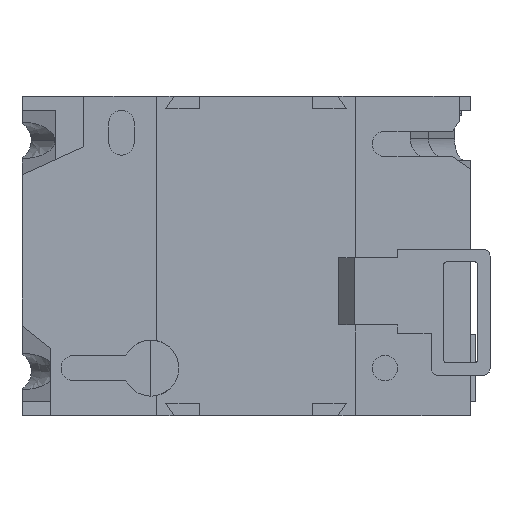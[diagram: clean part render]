
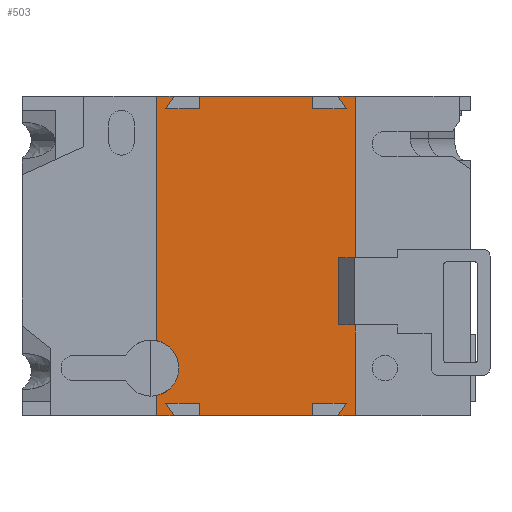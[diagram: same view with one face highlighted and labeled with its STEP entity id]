
A CAD part, front view. The second image highlights one B-rep face of the part: STEP entity #503.
In plain terms, the highlighted planar face has unit normal (0, -1, 0).
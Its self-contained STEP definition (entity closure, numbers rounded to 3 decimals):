
#503=ADVANCED_FACE('',(#14656),#14658,.F.);
#14656=FACE_BOUND('',#14657,.T.);
#14657=EDGE_LOOP('',(#31934,#31935,#31936,#31937,#31938,#31939,#31940,#31941,#31942,
#31943,#31944,#31945,#31946,#31947,#31948,#31949,#31950,#31951,#31952,#31953,#31954,
#31955));
#14658=PLANE('',#14659);
#14659=AXIS2_PLACEMENT_3D('',#14660,#14661,#14662);
#14660=CARTESIAN_POINT('',(-17.75,5.5,28.5));
#14661=DIRECTION('',(0.,1.,0.));
#14662=DIRECTION('',(0.,0.,1.));
#31934=ORIENTED_EDGE('',*,*,#40806,.T.);
#31935=ORIENTED_EDGE('',*,*,#40807,.F.);
#31936=ORIENTED_EDGE('',*,*,#40808,.F.);
#31937=ORIENTED_EDGE('',*,*,#40809,.F.);
#31938=ORIENTED_EDGE('',*,*,#40810,.T.);
#31939=ORIENTED_EDGE('',*,*,#40811,.F.);
#31940=ORIENTED_EDGE('',*,*,#40812,.F.);
#31941=ORIENTED_EDGE('',*,*,#40813,.F.);
#31942=ORIENTED_EDGE('',*,*,#40814,.T.);
#31943=ORIENTED_EDGE('',*,*,#40815,.F.);
#31944=ORIENTED_EDGE('',*,*,#40560,.F.);
#31945=ORIENTED_EDGE('',*,*,#40816,.F.);
#31946=ORIENTED_EDGE('',*,*,#40817,.F.);
#31947=ORIENTED_EDGE('',*,*,#40818,.F.);
#31948=ORIENTED_EDGE('',*,*,#40556,.F.);
#31949=ORIENTED_EDGE('',*,*,#40819,.F.);
#31950=ORIENTED_EDGE('',*,*,#40820,.F.);
#31951=ORIENTED_EDGE('',*,*,#40821,.F.);
#31952=ORIENTED_EDGE('',*,*,#40552,.F.);
#31953=ORIENTED_EDGE('',*,*,#40805,.T.);
#31954=ORIENTED_EDGE('',*,*,#40822,.T.);
#31955=ORIENTED_EDGE('',*,*,#40823,.T.);
#40552=EDGE_CURVE('',#45037,#45039,#45040,.T.);
#40556=EDGE_CURVE('',#45045,#45047,#45048,.T.);
#40560=EDGE_CURVE('',#45053,#45055,#45056,.T.);
#40805=EDGE_CURVE('',#45037,#45499,#45501,.T.);
#40806=EDGE_CURVE('',#45502,#45503,#45504,.T.);
#40807=EDGE_CURVE('',#45505,#45503,#45506,.T.);
#40808=EDGE_CURVE('',#45507,#45505,#45508,.T.);
#40809=EDGE_CURVE('',#45509,#45507,#45510,.T.);
#40810=EDGE_CURVE('',#45509,#45511,#45512,.T.);
#40811=EDGE_CURVE('',#45513,#45511,#45514,.T.);
#40812=EDGE_CURVE('',#45515,#45513,#45516,.T.);
#40813=EDGE_CURVE('',#45517,#45515,#45518,.T.);
#40814=EDGE_CURVE('',#45517,#45519,#45520,.T.);
#40815=EDGE_CURVE('',#45055,#45519,#45521,.T.);
#40816=EDGE_CURVE('',#45522,#45053,#45523,.T.);
#40817=EDGE_CURVE('',#45524,#45522,#45525,.T.);
#40818=EDGE_CURVE('',#45047,#45524,#45526,.T.);
#40819=EDGE_CURVE('',#45527,#45045,#45528,.T.);
#40820=EDGE_CURVE('',#45529,#45527,#45530,.T.);
#40821=EDGE_CURVE('',#45039,#45529,#45531,.T.);
#40822=EDGE_CURVE('',#45499,#45532,#45533,.T.);
#40823=EDGE_CURVE('',#45532,#45502,#45534,.T.);
#45037=VERTEX_POINT('',#53771);
#45039=VERTEX_POINT('',#53775);
#45040=LINE('',#53776,#53777);
#45045=VERTEX_POINT('',#53787);
#45047=VERTEX_POINT('',#53791);
#45048=LINE('',#53792,#53793);
#45053=VERTEX_POINT('',#53803);
#45055=VERTEX_POINT('',#53807);
#45056=LINE('',#53808,#53809);
#45499=VERTEX_POINT('',#55292);
#45501=LINE('',#55296,#55297);
#45502=VERTEX_POINT('',#55299);
#45503=VERTEX_POINT('',#55300);
#45504=LINE('',#55301,#55302);
#45505=VERTEX_POINT('',#55304);
#45506=LINE('',#55305,#55306);
#45507=VERTEX_POINT('',#55308);
#45508=LINE('',#55309,#55310);
#45509=VERTEX_POINT('',#55312);
#45510=LINE('',#55313,#55314);
#45511=VERTEX_POINT('',#55316);
#45512=LINE('',#55317,#55318);
#45513=VERTEX_POINT('',#55320);
#45514=LINE('',#55321,#55322);
#45515=VERTEX_POINT('',#55324);
#45516=LINE('',#55325,#55326);
#45517=VERTEX_POINT('',#55328);
#45518=LINE('',#55329,#55330);
#45519=VERTEX_POINT('',#55332);
#45520=LINE('',#55333,#55334);
#45521=LINE('',#55336,#55337);
#45522=VERTEX_POINT('',#55339);
#45523=LINE('',#55340,#55341);
#45524=VERTEX_POINT('',#55343);
#45525=LINE('',#55344,#55345);
#45526=LINE('',#55347,#55348);
#45527=VERTEX_POINT('',#55350);
#45528=LINE('',#55351,#55352);
#45529=VERTEX_POINT('',#55354);
#45530=LINE('',#55355,#55356);
#45531=LINE('',#55358,#55359);
#45532=VERTEX_POINT('',#55361);
#45533=CIRCLE('',#55362,5.);
#45534=LINE('',#55366,#55367);
#53771=CARTESIAN_POINT('',(-17.75,5.5,28.5));
#53775=CARTESIAN_POINT('',(-14.6,5.5,28.5));
#53776=CARTESIAN_POINT('',(-17.75,5.5,28.5));
#53777=VECTOR('',#53778,1.);
#53778=DIRECTION('',(1.,0.,0.));
#53787=CARTESIAN_POINT('',(-10.1,5.5,28.5));
#53791=CARTESIAN_POINT('',(10.1,5.5,28.5));
#53792=CARTESIAN_POINT('',(-10.1,5.5,28.5));
#53793=VECTOR('',#53794,1.);
#53794=DIRECTION('',(1.,0.,0.));
#53803=CARTESIAN_POINT('',(14.6,5.5,28.5));
#53807=CARTESIAN_POINT('',(17.75,5.5,28.5));
#53808=CARTESIAN_POINT('',(14.6,5.5,28.5));
#53809=VECTOR('',#53810,1.);
#53810=DIRECTION('',(1.,0.,0.));
#55292=CARTESIAN_POINT('',(-17.75,5.5,-15.101));
#55296=CARTESIAN_POINT('',(-17.75,5.5,28.5));
#55297=VECTOR('',#55298,1.);
#55298=DIRECTION('',(0.,0.,-1.));
#55299=CARTESIAN_POINT('',(-17.75,5.5,-28.5));
#55300=CARTESIAN_POINT('',(-14.6,5.5,-28.5));
#55301=CARTESIAN_POINT('',(-17.75,5.5,-28.5));
#55302=VECTOR('',#55303,1.);
#55303=DIRECTION('',(1.,0.,0.));
#55304=CARTESIAN_POINT('',(-16.1,5.5,-26.25));
#55305=CARTESIAN_POINT('',(-16.1,5.5,-26.25));
#55306=VECTOR('',#55307,1.);
#55307=DIRECTION('',(0.555,0.,-0.832));
#55308=CARTESIAN_POINT('',(-10.1,5.5,-26.25));
#55309=CARTESIAN_POINT('',(-10.1,5.5,-26.25));
#55310=VECTOR('',#55311,1.);
#55311=DIRECTION('',(-1.,0.,0.));
#55312=CARTESIAN_POINT('',(-10.1,5.5,-28.5));
#55313=CARTESIAN_POINT('',(-10.1,5.5,-28.5));
#55314=VECTOR('',#55315,1.);
#55315=DIRECTION('',(0.,0.,1.));
#55316=CARTESIAN_POINT('',(10.1,5.5,-28.5));
#55317=CARTESIAN_POINT('',(-10.1,5.5,-28.5));
#55318=VECTOR('',#55319,1.);
#55319=DIRECTION('',(1.,0.,0.));
#55320=CARTESIAN_POINT('',(10.1,5.5,-26.25));
#55321=CARTESIAN_POINT('',(10.1,5.5,-26.25));
#55322=VECTOR('',#55323,1.);
#55323=DIRECTION('',(0.,0.,-1.));
#55324=CARTESIAN_POINT('',(16.1,5.5,-26.25));
#55325=CARTESIAN_POINT('',(16.1,5.5,-26.25));
#55326=VECTOR('',#55327,1.);
#55327=DIRECTION('',(-1.,0.,0.));
#55328=CARTESIAN_POINT('',(14.6,5.5,-28.5));
#55329=CARTESIAN_POINT('',(14.6,5.5,-28.5));
#55330=VECTOR('',#55331,1.);
#55331=DIRECTION('',(0.555,0.,0.832));
#55332=CARTESIAN_POINT('',(17.75,5.5,-28.5));
#55333=CARTESIAN_POINT('',(14.6,5.5,-28.5));
#55334=VECTOR('',#55335,1.);
#55335=DIRECTION('',(1.,0.,0.));
#55336=CARTESIAN_POINT('',(17.75,5.5,28.5));
#55337=VECTOR('',#55338,1.);
#55338=DIRECTION('',(0.,0.,-1.));
#55339=CARTESIAN_POINT('',(16.1,5.5,26.25));
#55340=CARTESIAN_POINT('',(16.1,5.5,26.25));
#55341=VECTOR('',#55342,1.);
#55342=DIRECTION('',(-0.555,0.,0.832));
#55343=CARTESIAN_POINT('',(10.1,5.5,26.25));
#55344=CARTESIAN_POINT('',(10.1,5.5,26.25));
#55345=VECTOR('',#55346,1.);
#55346=DIRECTION('',(1.,0.,0.));
#55347=CARTESIAN_POINT('',(10.1,5.5,28.5));
#55348=VECTOR('',#55349,1.);
#55349=DIRECTION('',(0.,0.,-1.));
#55350=CARTESIAN_POINT('',(-10.1,5.5,26.25));
#55351=CARTESIAN_POINT('',(-10.1,5.5,26.25));
#55352=VECTOR('',#55353,1.);
#55353=DIRECTION('',(0.,0.,1.));
#55354=CARTESIAN_POINT('',(-16.1,5.5,26.25));
#55355=CARTESIAN_POINT('',(-16.1,5.5,26.25));
#55356=VECTOR('',#55357,1.);
#55357=DIRECTION('',(1.,0.,0.));
#55358=CARTESIAN_POINT('',(-14.6,5.5,28.5));
#55359=VECTOR('',#55360,1.);
#55360=DIRECTION('',(-0.555,0.,-0.832));
#55361=CARTESIAN_POINT('',(-17.75,5.5,-24.899));
#55362=AXIS2_PLACEMENT_3D('',#55363,#55364,#55365);
#55363=CARTESIAN_POINT('',(-18.75,5.5,-20.));
#55364=DIRECTION('',(0.,1.,0.));
#55365=DIRECTION('',(0.2,0.,0.98));
#55366=CARTESIAN_POINT('',(-17.75,5.5,-24.899));
#55367=VECTOR('',#55368,1.);
#55368=DIRECTION('',(0.,0.,-1.));
